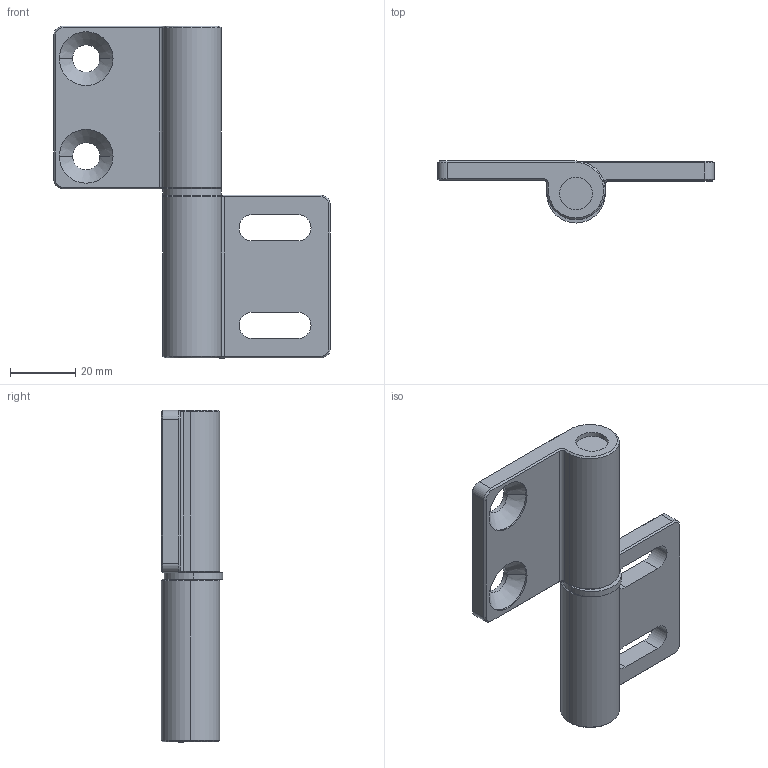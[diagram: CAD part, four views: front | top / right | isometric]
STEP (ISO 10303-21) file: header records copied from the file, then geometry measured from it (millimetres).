
FILE_DESCRIPTION (( 'STEP AP214' ), '1' );
FILE_NAME ('6228760', '2019-02-04T09:03:46', ( '' ), ('JUGARD+KÜNSTNER GmbH'), 'SwSTEP 2.0', 'SolidWorks 2017', '' );
FILE_SCHEMA (( 'AUTOMOTIVE_DESIGN' ));
Length unit declared in the file: millimetre
Products named in the file (4): Kopie von 6228760_4^6228760; Kopie von 6228760_3^6228760; 6228760_CNAJF00; Kopie von Achse_4^6228760
Assembly tree (3 placements, depth 2):
  6228760_CNAJF00
    Kopie von 6228760_3^6228760
    Kopie von 6228760_4^6228760
    Kopie von Achse_4^6228760
Bounding box: 85 x 19 x 101.95 mm (x, y, z)
Volume: 44067.3 mm3; surface area: 20849.7 mm2
Topology: 3 solids, 3 shells, 92 faces, 210 edges, 126 vertices
Faces by surface type: plane 36, cylinder 33, cone 23
Entity records: 2737 total; most frequent: DIRECTION 487, CARTESIAN_POINT 439, ORIENTED_EDGE 420, EDGE_CURVE 210, AXIS2_PLACEMENT_3D 184, VERTEX_POINT 126, LINE 119, VECTOR 119
